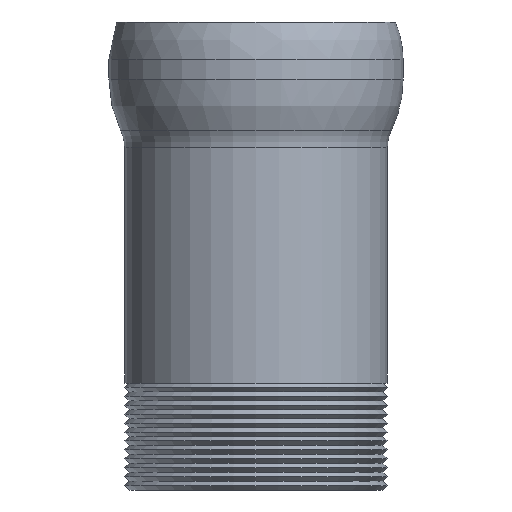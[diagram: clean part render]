
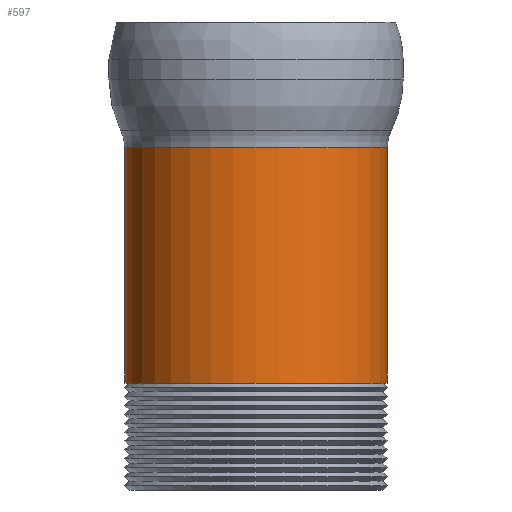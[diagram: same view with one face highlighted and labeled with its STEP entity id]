
A CAD part, left-side view. The second image highlights one B-rep face of the part: STEP entity #597.
In plain terms, the highlighted cylindrical face has radius 295 mm (diameter 590 mm), a full revolution.
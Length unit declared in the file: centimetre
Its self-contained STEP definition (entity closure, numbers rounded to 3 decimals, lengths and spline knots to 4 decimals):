
#58=LINE('',#1079,#89);
#59=LINE('',#1081,#90);
#89=VECTOR('',#736,29.5);
#90=VECTOR('',#737,29.5);
#120=CYLINDRICAL_SURFACE('',#640,29.5);
#127=FACE_OUTER_BOUND('',#168,.T.);
#168=EDGE_LOOP('',(#420,#421,#422,#423,#424,#425,#426,#427,#428,#429));
#212=B_SPLINE_CURVE_WITH_KNOTS('',3,(#1048,#1049,#1050,#1051,#1052,#1053,
#1054),.UNSPECIFIED.,.F.,.F.,(4,1,1,1,4),(-8.9525,-8.313,
-7.6735,-6.8209,-6.7143),.UNSPECIFIED.);
#213=B_SPLINE_CURVE_WITH_KNOTS('',3,(#1056,#1057,#1058,#1059,#1060,#1061,
#1062,#1063,#1064,#1065,#1066,#1067),.UNSPECIFIED.,.F.,.F.,(4,1,1,1,1,1,
1,1,1,4),(-6.7143,-6.3946,-5.9683,-5.542,
-5.1157,-4.2631,-3.8368,-3.4105,
-2.5578,-2.2381),.UNSPECIFIED.);
#214=B_SPLINE_CURVE_WITH_KNOTS('',3,(#1068,#1069,#1070,#1071,#1072,#1073,
#1074),.UNSPECIFIED.,.F.,.F.,(4,1,1,1,4),(-2.2381,-1.9184,
-1.2789,-0.6395,0.),.UNSPECIFIED.);
#220=CIRCLE('',#641,29.5);
#221=CIRCLE('',#642,29.5);
#222=CIRCLE('',#643,29.5);
#270=VERTEX_POINT('',#1026);
#272=VERTEX_POINT('',#1047);
#273=VERTEX_POINT('',#1055);
#274=VERTEX_POINT('',#1077);
#275=VERTEX_POINT('',#1080);
#276=VERTEX_POINT('',#1082);
#325=EDGE_CURVE('',#270,#272,#212,.T.);
#326=EDGE_CURVE('',#272,#273,#213,.T.);
#327=EDGE_CURVE('',#273,#270,#214,.T.);
#328=EDGE_CURVE('',#274,#274,#220,.T.);
#329=EDGE_CURVE('',#274,#272,#58,.T.);
#330=EDGE_CURVE('',#273,#275,#59,.T.);
#331=EDGE_CURVE('',#275,#276,#221,.T.);
#332=EDGE_CURVE('',#276,#275,#222,.T.);
#420=ORIENTED_EDGE('',*,*,#328,.F.);
#421=ORIENTED_EDGE('',*,*,#329,.T.);
#422=ORIENTED_EDGE('',*,*,#325,.F.);
#423=ORIENTED_EDGE('',*,*,#327,.F.);
#424=ORIENTED_EDGE('',*,*,#330,.T.);
#425=ORIENTED_EDGE('',*,*,#331,.T.);
#426=ORIENTED_EDGE('',*,*,#332,.T.);
#427=ORIENTED_EDGE('',*,*,#330,.F.);
#428=ORIENTED_EDGE('',*,*,#326,.F.);
#429=ORIENTED_EDGE('',*,*,#329,.F.);
#597=ADVANCED_FACE('',(#127),#120,.T.);
#640=AXIS2_PLACEMENT_3D('',#1076,#732,#733);
#641=AXIS2_PLACEMENT_3D('',#1078,#734,#735);
#642=AXIS2_PLACEMENT_3D('',#1083,#738,#739);
#643=AXIS2_PLACEMENT_3D('',#1084,#740,#741);
#732=DIRECTION('center_axis',(0.,0.,-1.));
#733=DIRECTION('ref_axis',(-1.,0.,0.));
#734=DIRECTION('center_axis',(0.,0.,-1.));
#735=DIRECTION('ref_axis',(1.,0.,0.));
#736=DIRECTION('',(0.,0.,1.));
#737=DIRECTION('',(0.,0.,1.));
#738=DIRECTION('center_axis',(0.,0.,-1.));
#739=DIRECTION('ref_axis',(1.,0.,0.));
#740=DIRECTION('center_axis',(0.,0.,-1.));
#741=DIRECTION('ref_axis',(1.,0.,0.));
#1026=CARTESIAN_POINT('',(375.6062,185.0118,9.5));
#1047=CARTESIAN_POINT('',(375.6984,187.341,7.2084));
#1048=CARTESIAN_POINT('Ctrl Pts',(375.6062,185.0118,9.5));
#1049=CARTESIAN_POINT('Ctrl Pts',(375.6062,185.0118,9.1601));
#1050=CARTESIAN_POINT('Ctrl Pts',(375.6189,185.1677,8.4812));
#1051=CARTESIAN_POINT('Ctrl Pts',(375.6689,185.9019,7.5611));
#1052=CARTESIAN_POINT('Ctrl Pts',(375.697,186.7546,7.2275));
#1053=CARTESIAN_POINT('Ctrl Pts',(375.6985,187.2823,7.2082));
#1054=CARTESIAN_POINT('Ctrl Pts',(375.6985,187.3409,7.2083));
#1055=CARTESIAN_POINT('',(375.6983,187.3413,11.7913));
#1056=CARTESIAN_POINT('Ctrl Pts',(375.6985,187.3409,7.2083));
#1057=CARTESIAN_POINT('Ctrl Pts',(375.6984,187.5169,7.2085));
#1058=CARTESIAN_POINT('Ctrl Pts',(375.6945,187.9278,7.2551));
#1059=CARTESIAN_POINT('Ctrl Pts',(375.6764,188.5325,7.49));
#1060=CARTESIAN_POINT('Ctrl Pts',(375.6483,189.0819,7.9261));
#1061=CARTESIAN_POINT('Ctrl Pts',(375.6122,189.6069,8.6889));
#1062=CARTESIAN_POINT('Ctrl Pts',(375.5998,189.7487,9.6243));
#1063=CARTESIAN_POINT('Ctrl Pts',(375.6217,189.474,10.5011));
#1064=CARTESIAN_POINT('Ctrl Pts',(375.6572,188.953,11.2663));
#1065=CARTESIAN_POINT('Ctrl Pts',(375.6928,188.1627,11.7206));
#1066=CARTESIAN_POINT('Ctrl Pts',(375.6983,187.5174,11.7914));
#1067=CARTESIAN_POINT('Ctrl Pts',(375.6983,187.3413,11.7913));
#1068=CARTESIAN_POINT('Ctrl Pts',(375.6983,187.3413,11.7913));
#1069=CARTESIAN_POINT('Ctrl Pts',(375.6983,187.1653,11.7912));
#1070=CARTESIAN_POINT('Ctrl Pts',(375.6937,186.6371,11.7327));
#1071=CARTESIAN_POINT('Ctrl Pts',(375.6636,185.8292,11.346));
#1072=CARTESIAN_POINT('Ctrl Pts',(375.6191,185.1673,10.5194));
#1073=CARTESIAN_POINT('Ctrl Pts',(375.6062,185.0118,9.8399));
#1074=CARTESIAN_POINT('Ctrl Pts',(375.6062,185.0118,9.5));
#1076=CARTESIAN_POINT('Origin',(346.1983,187.3412,-2.0471));
#1077=CARTESIAN_POINT('',(375.6983,187.3412,-28.5));
#1078=CARTESIAN_POINT('Origin',(346.1983,187.3412,-28.5));
#1079=CARTESIAN_POINT('',(375.6983,187.3412,-2.0471));
#1080=CARTESIAN_POINT('',(375.6983,187.3412,24.4058));
#1081=CARTESIAN_POINT('',(375.6983,187.3412,-2.0471));
#1082=CARTESIAN_POINT('',(346.1983,157.8412,24.4058));
#1083=CARTESIAN_POINT('Origin',(346.1983,187.3412,24.4058));
#1084=CARTESIAN_POINT('Origin',(346.1983,187.3412,24.4058));
